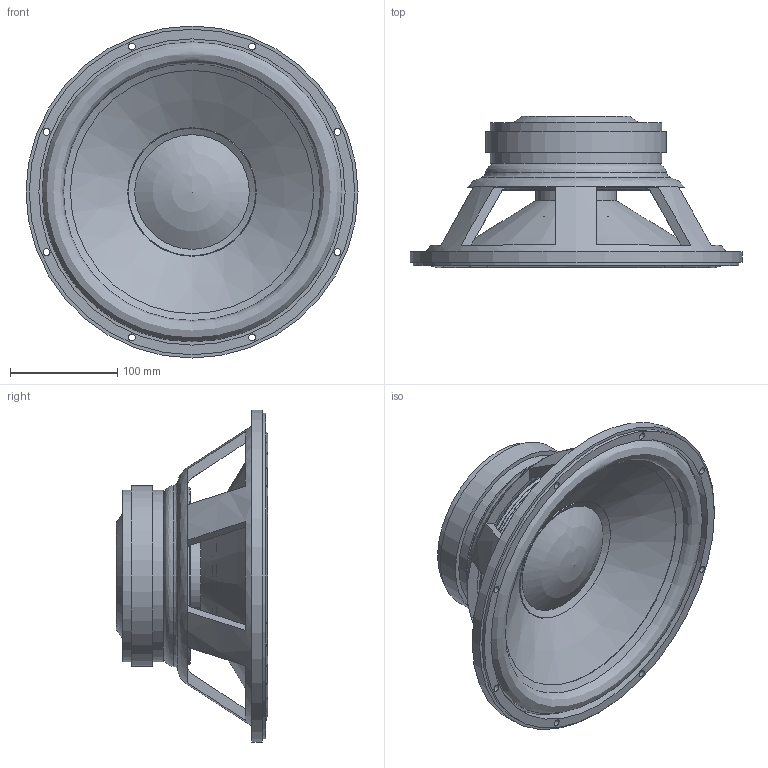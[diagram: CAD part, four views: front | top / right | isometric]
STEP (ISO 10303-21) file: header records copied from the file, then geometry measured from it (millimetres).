
FILE_DESCRIPTION(('FreeCAD Model'),'2;1');
FILE_NAME('Open CASCADE Shape Model','2023-03-07T21:32:04',(''),(''), 'Open CASCADE STEP processor 7.6','FreeCAD','Unknown');
FILE_SCHEMA(('AUTOMOTIVE_DESIGN { 1 0 10303 214 1 1 1 1 }'));
Length unit declared in the file: millimetre
Products named in the file (1): the_box_speaker_12-280_8-W
Bounding box: 310 x 141.47 x 310 mm (x, y, z)
Volume: 1512366.3 mm3; surface area: 586260.3 mm2
Topology: 11 solids, 11 shells, 152 faces, 341 edges, 205 vertices
Faces by surface type: cone 62, plane 46, cylinder 35, revolution 7, sphere 2
Full cylindrical faces by diameter (mm): 6.5 x16, 30 x1, 73 x1, 75 x4, 77 x1, 79 x1, 158.95 x1, 160 x4, 167.4 x1, 169 x1, 286 x1, 304 x2, 310 x1
Entity records: 11501 total; most frequent: CARTESIAN_POINT 3248, DIRECTION 1394, ORIENTED_EDGE 678, PCURVE 678, DEFINITIONAL_REPRESENTATION 678, LINE 621, VECTOR 621, AXIS2_PLACEMENT_3D 353
